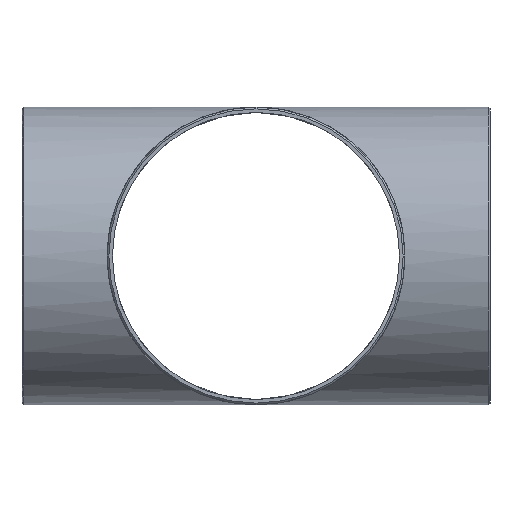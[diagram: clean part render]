
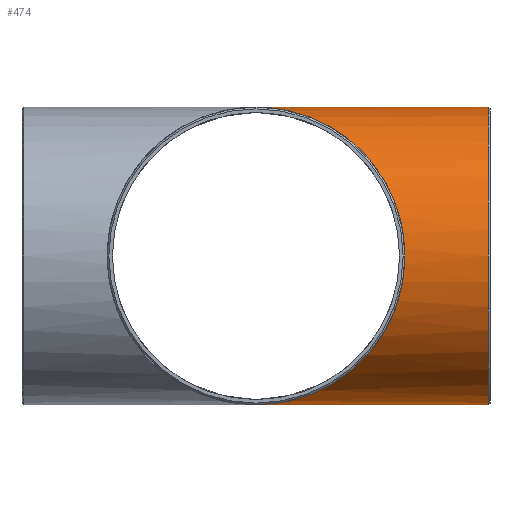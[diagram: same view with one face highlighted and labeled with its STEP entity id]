
A CAD part, left-side view. The second image highlights one B-rep face of the part: STEP entity #474.
In plain terms, the highlighted cylindrical face has radius 177.8 mm (diameter 355.6 mm), a partial arc.
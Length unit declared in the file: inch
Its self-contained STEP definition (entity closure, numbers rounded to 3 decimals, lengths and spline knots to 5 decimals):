
#49 = VERTEX_POINT ( 'NONE', #377 ) ;
#50 = CARTESIAN_POINT ( 'NONE',  ( 0., -11., -7. ) ) ;
#60 = DIRECTION ( 'NONE',  ( 0., 1., 0. ) ) ;
#83 = ORIENTED_EDGE ( 'NONE', *, *, #187, .F. ) ;
#90 = CYLINDRICAL_SURFACE ( 'NONE', #193, 7. ) ;
#112 =( BOUNDED_CURVE ( )  B_SPLINE_CURVE ( 3, ( #177, #786, #408, #730 ),
 .UNSPECIFIED., .F., .T. ) 
 B_SPLINE_CURVE_WITH_KNOTS ( ( 4, 4 ),
 ( 4.71239, 7.85398 ),
 .UNSPECIFIED. ) 
 CURVE ( )  GEOMETRIC_REPRESENTATION_ITEM ( )  RATIONAL_B_SPLINE_CURVE ( ( 1., 0.333, 0.333, 1. ) ) 
 REPRESENTATION_ITEM ( '' )  );
#114 = ORIENTED_EDGE ( 'NONE', *, *, #287, .T. ) ;
#115 = CARTESIAN_POINT ( 'NONE',  ( 0., -11., 7. ) ) ;
#125 = CARTESIAN_POINT ( 'NONE',  ( 0., -10.91667, 7. ) ) ;
#142 = DIRECTION ( 'NONE',  ( 0., 0., -1. ) ) ;
#158 = CARTESIAN_POINT ( 'NONE',  ( 0., -10.91667, -7. ) ) ;
#163 = DIRECTION ( 'NONE',  ( 0., 1., 0. ) ) ;
#174 = EDGE_CURVE ( 'NONE', #463, #49, #537, .T. ) ;
#177 = CARTESIAN_POINT ( 'NONE',  ( 0., 0., -7. ) ) ;
#187 = EDGE_CURVE ( 'NONE', #49, #487, #112, .T. ) ;
#193 = AXIS2_PLACEMENT_3D ( 'NONE', #578, #163, #775 ) ;
#255 = VECTOR ( 'NONE', #713, 39.37008 ) ;
#261 = CARTESIAN_POINT ( 'NONE',  ( 0., -10.91667, 0. ) ) ;
#273 = FACE_OUTER_BOUND ( 'NONE', #711, .T. ) ;
#287 = EDGE_CURVE ( 'NONE', #702, #487, #468, .T. ) ;
#334 = CIRCLE ( 'NONE', #395, 7. ) ;
#377 = CARTESIAN_POINT ( 'NONE',  ( 0., 0., -7. ) ) ;
#387 = EDGE_CURVE ( 'NONE', #463, #702, #334, .T. ) ;
#395 = AXIS2_PLACEMENT_3D ( 'NONE', #261, #687, #142 ) ;
#408 = CARTESIAN_POINT ( 'NONE',  ( -14., -14., 7. ) ) ;
#463 = VERTEX_POINT ( 'NONE', #158 ) ;
#468 = LINE ( 'NONE', #115, #523 ) ;
#474 = ADVANCED_FACE ( 'NONE', ( #273 ), #90, .T. ) ;
#487 = VERTEX_POINT ( 'NONE', #701 ) ;
#500 = ORIENTED_EDGE ( 'NONE', *, *, #387, .T. ) ;
#523 = VECTOR ( 'NONE', #60, 39.37008 ) ;
#537 = LINE ( 'NONE', #50, #255 ) ;
#578 = CARTESIAN_POINT ( 'NONE',  ( 0., -11., 0. ) ) ;
#687 = DIRECTION ( 'NONE',  ( 0., 1., 0. ) ) ;
#701 = CARTESIAN_POINT ( 'NONE',  ( 0., 0., 7. ) ) ;
#702 = VERTEX_POINT ( 'NONE', #125 ) ;
#711 = EDGE_LOOP ( 'NONE', ( #500, #114, #83, #772 ) ) ;
#713 = DIRECTION ( 'NONE',  ( 0., 1., 0. ) ) ;
#730 = CARTESIAN_POINT ( 'NONE',  ( 0., 0., 7. ) ) ;
#772 = ORIENTED_EDGE ( 'NONE', *, *, #174, .F. ) ;
#775 = DIRECTION ( 'NONE',  ( 0., 0., -1. ) ) ;
#786 = CARTESIAN_POINT ( 'NONE',  ( -14., -14., -7. ) ) ;
